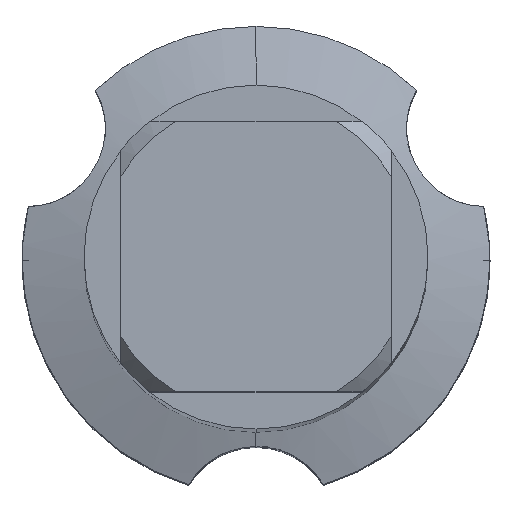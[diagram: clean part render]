
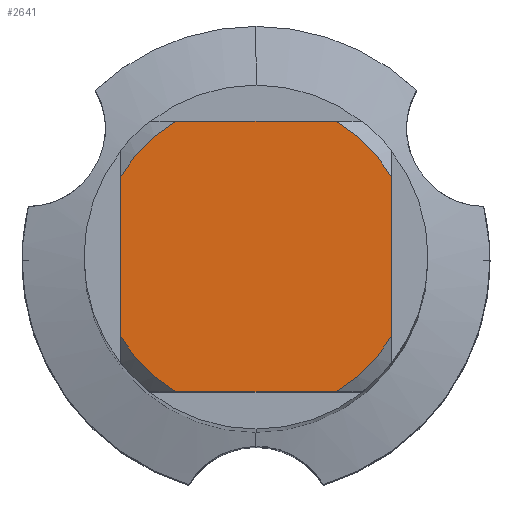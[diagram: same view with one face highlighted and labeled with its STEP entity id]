
A CAD part, top view. The second image highlights one B-rep face of the part: STEP entity #2641.
In plain terms, the highlighted planar face has unit normal (0, 0, 1).
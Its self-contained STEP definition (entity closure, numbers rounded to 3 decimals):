
#1897=VERTEX_POINT('',#5272);
#1903=VERTEX_POINT('',#5279);
#2027=VERTEX_POINT('',#5425);
#2145=EDGE_CURVE('',#3571,#3577,#5554,.T.);
#2257=VERTEX_POINT('',#5671);
#2609=EDGE_CURVE('',#1903,#2027,#6052,.T.);
#2641=ADVANCED_FACE('',(#6086),#6087,.T.);
#2897=EDGE_CURVE('',#3015,#1897,#6365,.T.);
#2929=EDGE_CURVE('',#3015,#2027,#6400,.T.);
#2937=EDGE_CURVE('',#2257,#3663,#6408,.T.);
#3015=VERTEX_POINT('',#6493);
#3197=EDGE_CURVE('',#1903,#3663,#6692,.T.);
#3571=VERTEX_POINT('',#7098);
#3577=VERTEX_POINT('',#7105);
#3663=VERTEX_POINT('',#7200);
#4215=EDGE_CURVE('',#3571,#1897,#7806,.T.);
#4243=EDGE_CURVE('',#2257,#3577,#7835,.T.);
#5272=CARTESIAN_POINT('',(-3.273,5.5,0.0));
#5279=CARTESIAN_POINT('',(5.5,-3.273,0.0));
#5425=CARTESIAN_POINT('',(5.5,3.273,0.0));
#5554=LINE('',#9582,#9583);
#5671=CARTESIAN_POINT('',(-3.273,-5.5,0.0));
#6052=LINE('',#10490,#10491);
#6086=FACE_OUTER_BOUND('',#10557,.T.);
#6087=PLANE('',#10558);
#6365=LINE('',#11230,#11231);
#6400=CIRCLE('',#11315,6.4);
#6408=LINE('',#11326,#11327);
#6493=CARTESIAN_POINT('',(3.273,5.5,0.0));
#6692=CIRCLE('',#11859,6.4);
#7098=CARTESIAN_POINT('',(-5.5,3.273,0.0));
#7105=CARTESIAN_POINT('',(-5.5,-3.273,0.0));
#7200=CARTESIAN_POINT('',(3.273,-5.5,0.0));
#7806=CIRCLE('',#13907,6.4);
#7835=CIRCLE('',#13959,6.4);
#9582=CARTESIAN_POINT('',(-5.5,1.6,0.0));
#9583=VECTOR('',#16047,1.0);
#10490=CARTESIAN_POINT('',(5.5,1.6,0.0));
#10491=VECTOR('',#16489,1.0);
#10557=EDGE_LOOP('',(#16517,#16518,#16519,#16520,#16521,#16522,#16523,#16524));
#10558=AXIS2_PLACEMENT_3D('',#16525,#16526,#16527);
#11230=CARTESIAN_POINT('',(0.0,5.5,0.0));
#11231=VECTOR('',#16795,1.0);
#11315=AXIS2_PLACEMENT_3D('',#16837,#16838,#16839);
#11326=CARTESIAN_POINT('',(0.0,-5.5,0.0));
#11327=VECTOR('',#16846,1.0);
#11859=AXIS2_PLACEMENT_3D('',#17259,#17260,#17261);
#13907=AXIS2_PLACEMENT_3D('',#18477,#18478,#18479);
#13959=AXIS2_PLACEMENT_3D('',#18496,#18497,#18498);
#16047=DIRECTION('',(-0.0,-1.0,0.0));
#16489=DIRECTION('',(-0.0,1.0,0.0));
#16517=ORIENTED_EDGE('',*,*,#2145,.T.);
#16518=ORIENTED_EDGE('',*,*,#4243,.F.);
#16519=ORIENTED_EDGE('',*,*,#2937,.T.);
#16520=ORIENTED_EDGE('',*,*,#3197,.F.);
#16521=ORIENTED_EDGE('',*,*,#2609,.T.);
#16522=ORIENTED_EDGE('',*,*,#2929,.F.);
#16523=ORIENTED_EDGE('',*,*,#2897,.T.);
#16524=ORIENTED_EDGE('',*,*,#4215,.F.);
#16525=CARTESIAN_POINT('',(0.0,3.2,0.0));
#16526=DIRECTION('',(-0.0,0.0,1.0));
#16527=DIRECTION('',(0.0,-1.0,0.0));
#16795=DIRECTION('',(-1.0,0.0,0.0));
#16837=CARTESIAN_POINT('',(0.0,0.0,0.0));
#16838=DIRECTION('',(0.0,0.0,-1.0));
#16839=DIRECTION('',(0.0,1.0,0.0));
#16846=DIRECTION('',(1.0,0.0,0.0));
#17259=CARTESIAN_POINT('',(0.0,0.0,0.0));
#17260=DIRECTION('',(0.0,0.0,-1.0));
#17261=DIRECTION('',(0.0,1.0,0.0));
#18477=CARTESIAN_POINT('',(0.0,0.0,0.0));
#18478=DIRECTION('',(0.0,0.0,-1.0));
#18479=DIRECTION('',(0.0,1.0,0.0));
#18496=CARTESIAN_POINT('',(0.0,0.0,0.0));
#18497=DIRECTION('',(0.0,0.0,-1.0));
#18498=DIRECTION('',(0.0,1.0,0.0));
